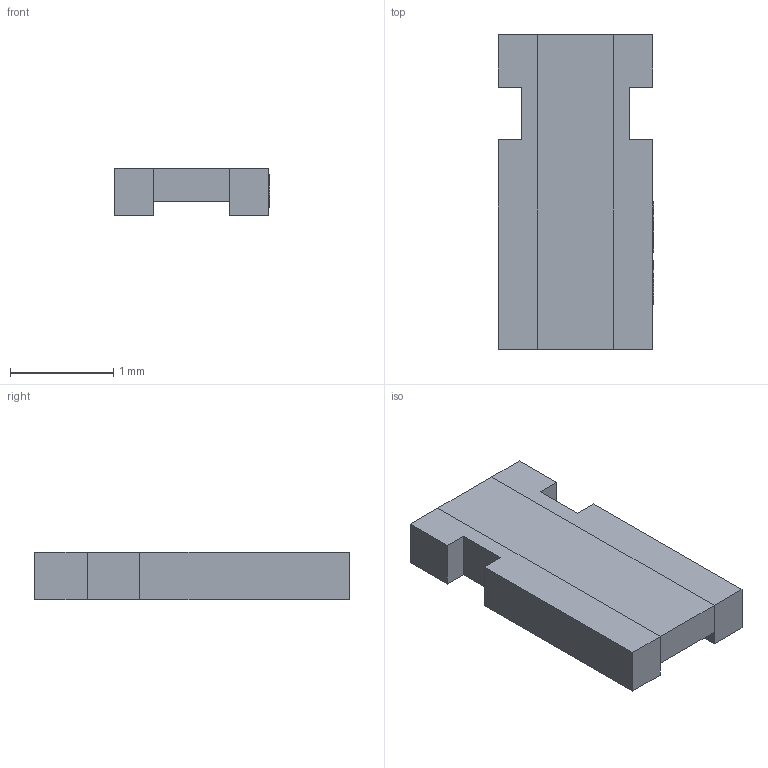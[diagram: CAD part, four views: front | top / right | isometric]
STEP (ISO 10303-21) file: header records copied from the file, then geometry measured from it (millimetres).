
FILE_DESCRIPTION (( 'STEP AP214' ), '1' );
FILE_NAME ('RES-SMD_4P-L3.1-W1.5_WSKW0612XXXXXX.STEP', '2024-02-25T12:09:52', ( '' ), ( '' ), 'SwSTEP 2.0', 'SolidWorks 2020', '' );
FILE_SCHEMA (( 'AUTOMOTIVE_DESIGN' ));
Length unit declared in the file: millimetre
Products named in the file (1): RES-SMD_4P-L3.1-W1.5_WSKW0612XXXXXX
Bounding box: 1.51 x 3.05 x 0.46 mm (x, y, z)
Volume: 1.7 mm3; surface area: 17.9 mm2
Topology: 3 solids, 3 shells, 250 faces, 675 edges, 450 vertices
Faces by surface type: plane 152, bspline 98
Entity records: 11093 total; most frequent: CARTESIAN_POINT 2682, ORIENTED_EDGE 1350, DIRECTION 781, EDGE_CURVE 675, VECTOR 475, LINE 475, VERTEX_POINT 450, EDGE_LOOP 269
